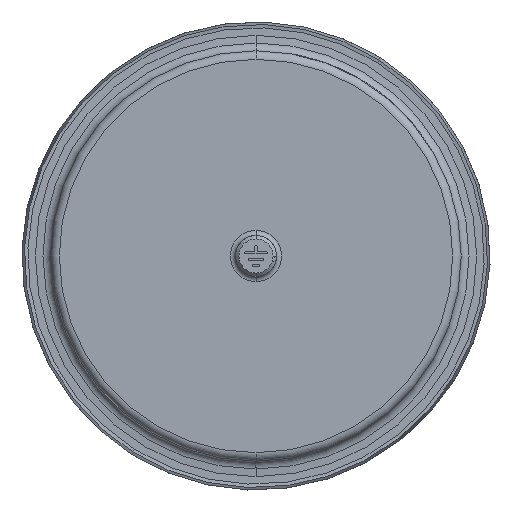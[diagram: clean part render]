
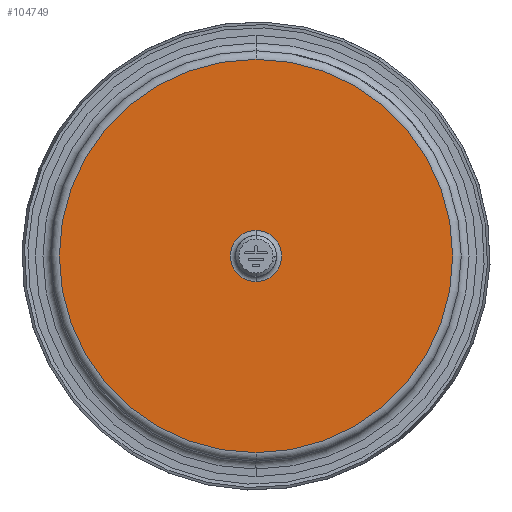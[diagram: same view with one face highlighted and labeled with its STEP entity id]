
A CAD part, front view. The second image highlights one B-rep face of the part: STEP entity #104749.
In plain terms, the highlighted planar face has unit normal (0, -1, 0).
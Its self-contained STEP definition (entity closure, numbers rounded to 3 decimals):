
#82757=CARTESIAN_POINT('',(0.,16.,0.));
#82758=DIRECTION('',(0.,-1.,0.));
#82759=DIRECTION('',(0.,0.,-1.));
#82760=AXIS2_PLACEMENT_3D('',#82757,#82758,#82759);
#82765=CARTESIAN_POINT('',(0.,16.,0.));
#82766=DIRECTION('',(0.,-1.,0.));
#82767=DIRECTION('',(0.,0.,1.));
#82768=AXIS2_PLACEMENT_3D('',#82765,#82766,#82767);
#82773=CARTESIAN_POINT('',(0.,16.,0.));
#82774=DIRECTION('',(0.,1.,0.));
#82775=DIRECTION('',(0.,0.,1.));
#82776=AXIS2_PLACEMENT_3D('',#82773,#82774,#82775);
#82781=CARTESIAN_POINT('',(0.,16.,0.));
#82782=DIRECTION('',(0.,1.,0.));
#82783=DIRECTION('',(0.,0.,-1.));
#82784=AXIS2_PLACEMENT_3D('',#82781,#82782,#82783);
#90457=CARTESIAN_POINT('',(0.,16.,7.5));
#90459=VERTEX_POINT('',#90457);
#90582=CARTESIAN_POINT('',(0.,16.,-7.5));
#90583=VERTEX_POINT('',#90582);
#90597=CARTESIAN_POINT('',(0.,16.,57.5));
#90598=CARTESIAN_POINT('',(0.,16.,-57.5));
#90599=VERTEX_POINT('',#90597);
#90600=VERTEX_POINT('',#90598);
#104734=CARTESIAN_POINT('',(57.5,16.,0.));
#104735=DIRECTION('',(0.,-1.,0.));
#104736=DIRECTION('',(0.,0.,-1.));
#104737=AXIS2_PLACEMENT_3D('',#104734,#104735,#104736);
#104738=PLANE('',#104737);
#104740=ORIENTED_EDGE('',*,*,#104739,.F.);
#104742=ORIENTED_EDGE('',*,*,#104741,.F.);
#104743=EDGE_LOOP('',(#104740,#104742));
#104744=FACE_OUTER_BOUND('',#104743,.F.);
#104745=ORIENTED_EDGE('',*,*,#104699,.F.);
#104746=ORIENTED_EDGE('',*,*,#104721,.F.);
#104747=EDGE_LOOP('',(#104745,#104746));
#104748=FACE_BOUND('',#104747,.F.);
#82761=CIRCLE('',#82760,57.5);
#82769=CIRCLE('',#82768,57.5);
#82777=CIRCLE('',#82776,7.5);
#82785=CIRCLE('',#82784,7.5);
#104699=EDGE_CURVE('',#90459,#90583,#82777,.T.);
#104721=EDGE_CURVE('',#90583,#90459,#82785,.T.);
#104739=EDGE_CURVE('',#90600,#90599,#82761,.T.);
#104741=EDGE_CURVE('',#90599,#90600,#82769,.T.);
#104749=ADVANCED_FACE('',(#104744,#104748),#104738,.T.);
